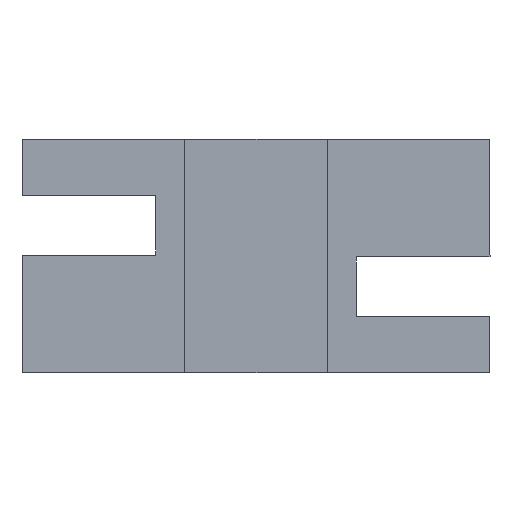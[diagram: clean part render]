
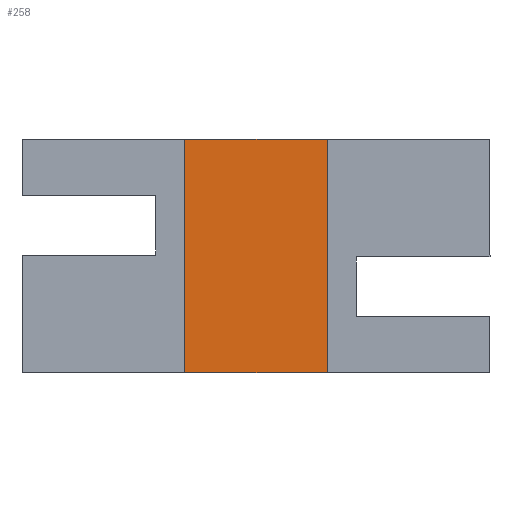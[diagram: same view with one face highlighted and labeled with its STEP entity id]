
A CAD part, front view. The second image highlights one B-rep face of the part: STEP entity #258.
In plain terms, the highlighted planar face has unit normal (0, -1, 0).
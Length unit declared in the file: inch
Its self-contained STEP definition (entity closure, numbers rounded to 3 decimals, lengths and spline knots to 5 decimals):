
#12 = ORIENTED_EDGE ( 'NONE', *, *, #532, .F. ) ;
#18 = LINE ( 'NONE', #373, #531 ) ;
#21 = ORIENTED_EDGE ( 'NONE', *, *, #645, .T. ) ;
#39 = LINE ( 'NONE', #451, #278 ) ;
#61 = VECTOR ( 'NONE', #534, 39.37008 ) ;
#79 = VECTOR ( 'NONE', #225, 39.37008 ) ;
#134 = CARTESIAN_POINT ( 'NONE',  ( 0.038, 0.00247, -0.0625 ) ) ;
#138 = ORIENTED_EDGE ( 'NONE', *, *, #804, .T. ) ;
#225 = DIRECTION ( 'NONE',  ( 0., 0., -1. ) ) ;
#245 = CARTESIAN_POINT ( 'NONE',  ( 19685.03937, 0.00247, -0.0625 ) ) ;
#248 = LINE ( 'NONE', #699, #79 ) ;
#258 = ADVANCED_FACE ( 'NONE', ( #388 ), #367, .F. ) ;
#271 = DIRECTION ( 'NONE',  ( 0., 0., -1. ) ) ;
#277 = LINE ( 'NONE', #603, #61 ) ;
#278 = VECTOR ( 'NONE', #271, 39.37008 ) ;
#367 = PLANE ( 'NONE',  #428 ) ;
#373 = CARTESIAN_POINT ( 'NONE',  ( 19685.03937, 0.00247, -0.0625 ) ) ;
#388 = FACE_OUTER_BOUND ( 'NONE', #486, .T. ) ;
#414 = ORIENTED_EDGE ( 'NONE', *, *, #443, .F. ) ;
#428 = AXIS2_PLACEMENT_3D ( 'NONE', #245, #667, #805 ) ;
#436 = DIRECTION ( 'NONE',  ( -1., 0., 0. ) ) ;
#443 = EDGE_CURVE ( 'NONE', #474, #728, #18, .T. ) ;
#451 = CARTESIAN_POINT ( 'NONE',  ( 0.038, 0.00247, -0.0625 ) ) ;
#474 = VERTEX_POINT ( 'NONE', #134 ) ;
#486 = EDGE_LOOP ( 'NONE', ( #12, #138, #21, #414 ) ) ;
#516 = CARTESIAN_POINT ( 'NONE',  ( -0.038, 0.00247, 0.0625 ) ) ;
#531 = VECTOR ( 'NONE', #436, 39.37008 ) ;
#532 = EDGE_CURVE ( 'NONE', #808, #474, #39, .T. ) ;
#534 = DIRECTION ( 'NONE',  ( -1., 0., 0. ) ) ;
#603 = CARTESIAN_POINT ( 'NONE',  ( 19685.03937, 0.00247, 0.0625 ) ) ;
#611 = VERTEX_POINT ( 'NONE', #516 ) ;
#645 = EDGE_CURVE ( 'NONE', #611, #728, #248, .T. ) ;
#667 = DIRECTION ( 'NONE',  ( 0., 1., 0. ) ) ;
#699 = CARTESIAN_POINT ( 'NONE',  ( -0.038, 0.00247, -0.0625 ) ) ;
#728 = VERTEX_POINT ( 'NONE', #787 ) ;
#787 = CARTESIAN_POINT ( 'NONE',  ( -0.038, 0.00247, -0.0625 ) ) ;
#801 = CARTESIAN_POINT ( 'NONE',  ( 0.038, 0.00247, 0.0625 ) ) ;
#804 = EDGE_CURVE ( 'NONE', #808, #611, #277, .T. ) ;
#805 = DIRECTION ( 'NONE',  ( 0., 0., 1. ) ) ;
#808 = VERTEX_POINT ( 'NONE', #801 ) ;
